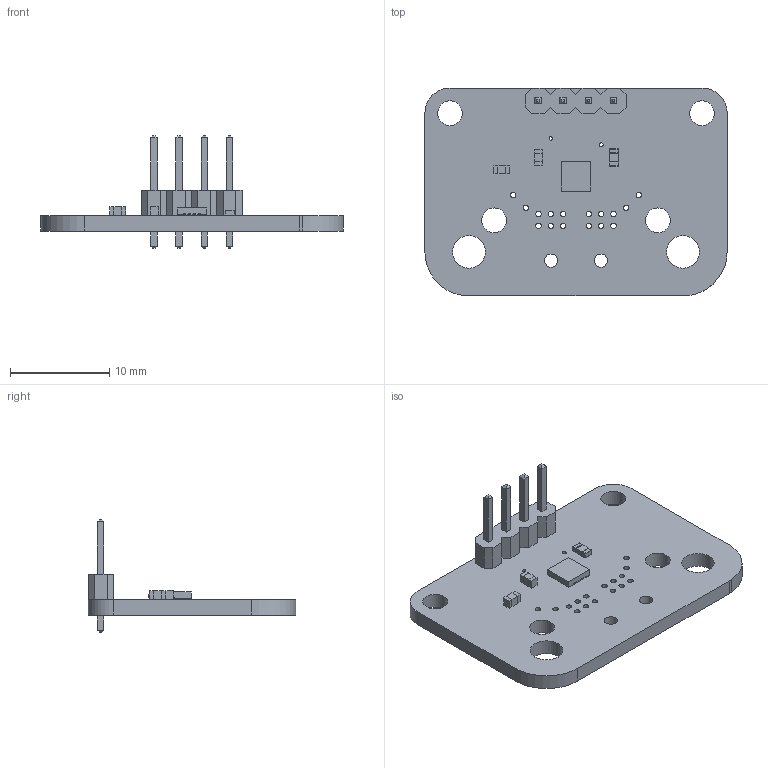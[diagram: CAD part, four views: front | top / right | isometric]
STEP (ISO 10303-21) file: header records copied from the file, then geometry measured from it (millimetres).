
FILE_DESCRIPTION(/* description */ (''),/* implementation_level */ '2;1');
FILE_NAME(/* name */ 'LaskaKit ACS711 Current sensor.step',/* time_stamp */ '2022-10-18T16:06:54+02:00',/* author */ (''),/* organization */ (''),/* preprocessor_version */ 'ST-DEVELOPER v19',/* originating_system */ 'Autodesk Translation Framework v11.7.0.108',/* authorisation */ '');
FILE_SCHEMA (('AUTOMOTIVE_DESIGN { 1 0 10303 214 3 1 1 }'));
Length unit declared in the file: millimetre
Products named in the file (9): LaskaKit ACS711 Current sensor 31A; Board; Packages; LASKAKIT_HEART_4MM; 1X04; QFN-12-EX; C0603; R0603; LASKKIT_10MM_SILKSCREEN
Assembly tree (9 placements, depth 3):
  LaskaKit ACS711 Current sensor 31A
    Board
    Packages
      LASKAKIT_HEART_4MM
      1X04
      QFN-12-EX
      C0603  x2
      R0603
      LASKKIT_10MM_SILKSCREEN
Bounding box: 30.48 x 20.95 x 11.34 mm (x, y, z)
Volume: 992.9 mm3; surface area: 1723.6 mm2
Topology: 6 solids, 6 shells, 309 faces, 811 edges, 524 vertices
Faces by surface type: plane 235, cylinder 58, sphere 16
Full cylindrical faces by diameter (mm): 0.35 x1, 0.4 x1, 0.55 x16, 1.016 x4, 1.321 x2, 2.5 x4, 3.3 x2
Entity records: 9688 total; most frequent: CARTESIAN_POINT 1589, ORIENTED_EDGE 1550, DIRECTION 1533, EDGE_CURVE 775, LINE 645, VECTOR 645, VERTEX_POINT 500, AXIS2_PLACEMENT_3D 444
